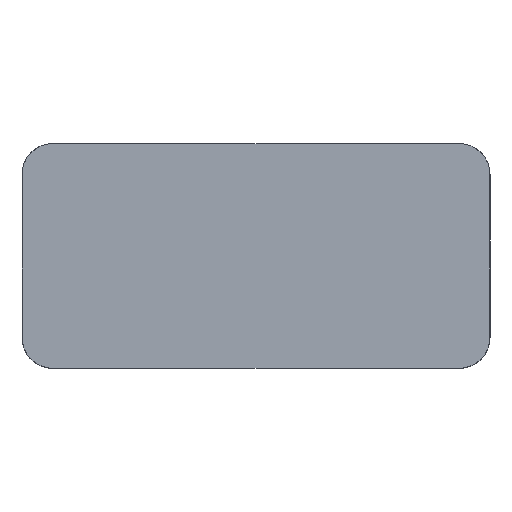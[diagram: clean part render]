
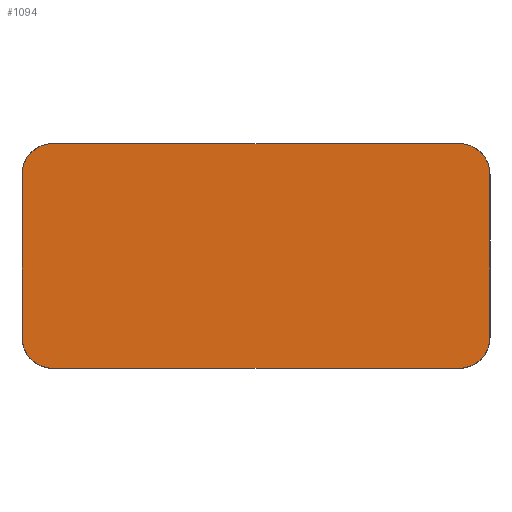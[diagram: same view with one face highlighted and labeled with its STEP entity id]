
A CAD part, top view. The second image highlights one B-rep face of the part: STEP entity #1094.
In plain terms, the highlighted planar face has unit normal (0, 0, 1).
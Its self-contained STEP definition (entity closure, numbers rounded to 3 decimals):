
#4 = FACE_OUTER_BOUND ( 'NONE', #175, .T. ) ;
#5 = VECTOR ( 'NONE', #1154, 1000. ) ;
#8 = CARTESIAN_POINT ( 'NONE',  ( 20.875, 8.375, 10. ) ) ;
#36 = DIRECTION ( 'NONE',  ( 1., 0., 0. ) ) ;
#49 = AXIS2_PLACEMENT_3D ( 'NONE', #719, #1347, #612 ) ;
#50 = CARTESIAN_POINT ( 'NONE',  ( -20.875, -11.55, 10. ) ) ;
#64 = VERTEX_POINT ( 'NONE', #822 ) ;
#84 = ORIENTED_EDGE ( 'NONE', *, *, #652, .T. ) ;
#94 = VERTEX_POINT ( 'NONE', #148 ) ;
#139 = CARTESIAN_POINT ( 'NONE',  ( -20.875, 8.375, 10. ) ) ;
#148 = CARTESIAN_POINT ( 'NONE',  ( -24.05, 8.375, 10. ) ) ;
#168 = ORIENTED_EDGE ( 'NONE', *, *, #1247, .T. ) ;
#175 = EDGE_LOOP ( 'NONE', ( #168, #519, #1178, #918, #789, #900, #84, #942 ) ) ;
#235 = CARTESIAN_POINT ( 'NONE',  ( 24.05, 8.375, 10. ) ) ;
#294 = VECTOR ( 'NONE', #485, 1000. ) ;
#322 = VERTEX_POINT ( 'NONE', #348 ) ;
#347 = PLANE ( 'NONE',  #933 ) ;
#348 = CARTESIAN_POINT ( 'NONE',  ( 20.875, 11.55, 10. ) ) ;
#373 = VERTEX_POINT ( 'NONE', #235 ) ;
#394 = AXIS2_PLACEMENT_3D ( 'NONE', #139, #770, #36 ) ;
#405 = CARTESIAN_POINT ( 'NONE',  ( -24.05, 8.375, 10. ) ) ;
#426 = VECTOR ( 'NONE', #724, 1000. ) ;
#445 = CARTESIAN_POINT ( 'NONE',  ( 20.875, -8.375, 10. ) ) ;
#452 = DIRECTION ( 'NONE',  ( 0., 0., 1. ) ) ;
#458 = VERTEX_POINT ( 'NONE', #964 ) ;
#485 = DIRECTION ( 'NONE',  ( 1., 0., 0. ) ) ;
#519 = ORIENTED_EDGE ( 'NONE', *, *, #543, .T. ) ;
#543 = EDGE_CURVE ( 'NONE', #950, #373, #842, .T. ) ;
#545 = LINE ( 'NONE', #878, #1354 ) ;
#564 = DIRECTION ( 'NONE',  ( -1., 0., 0. ) ) ;
#576 = LINE ( 'NONE', #905, #294 ) ;
#578 = CARTESIAN_POINT ( 'NONE',  ( 20.875, -8.375, 10. ) ) ;
#585 = AXIS2_PLACEMENT_3D ( 'NONE', #8, #1260, #846 ) ;
#612 = DIRECTION ( 'NONE',  ( 1., 0., 0. ) ) ;
#641 = CIRCLE ( 'NONE', #1219, 3.175 ) ;
#652 = EDGE_CURVE ( 'NONE', #64, #1244, #1031, .T. ) ;
#661 = EDGE_CURVE ( 'NONE', #94, #64, #994, .T. ) ;
#689 = DIRECTION ( 'NONE',  ( 1., 0., 0. ) ) ;
#719 = CARTESIAN_POINT ( 'NONE',  ( -20.875, -8.375, 10. ) ) ;
#724 = DIRECTION ( 'NONE',  ( 0., -1., 0. ) ) ;
#749 = CARTESIAN_POINT ( 'NONE',  ( 24.05, -8.375, 10. ) ) ;
#770 = DIRECTION ( 'NONE',  ( 0., 0., 1. ) ) ;
#789 = ORIENTED_EDGE ( 'NONE', *, *, #854, .T. ) ;
#808 = CARTESIAN_POINT ( 'NONE',  ( 20.875, -11.55, 10. ) ) ;
#822 = CARTESIAN_POINT ( 'NONE',  ( -24.05, -8.375, 10. ) ) ;
#828 = CIRCLE ( 'NONE', #394, 3.175 ) ;
#842 = LINE ( 'NONE', #1253, #5 ) ;
#846 = DIRECTION ( 'NONE',  ( 1., 0., 0. ) ) ;
#854 = EDGE_CURVE ( 'NONE', #458, #94, #828, .T. ) ;
#865 = EDGE_CURVE ( 'NONE', #322, #458, #545, .T. ) ;
#878 = CARTESIAN_POINT ( 'NONE',  ( 20.875, 11.55, 10. ) ) ;
#900 = ORIENTED_EDGE ( 'NONE', *, *, #661, .T. ) ;
#905 = CARTESIAN_POINT ( 'NONE',  ( -20.875, -11.55, 10. ) ) ;
#918 = ORIENTED_EDGE ( 'NONE', *, *, #865, .T. ) ;
#933 = AXIS2_PLACEMENT_3D ( 'NONE', #445, #452, #1185 ) ;
#942 = ORIENTED_EDGE ( 'NONE', *, *, #1286, .T. ) ;
#950 = VERTEX_POINT ( 'NONE', #749 ) ;
#964 = CARTESIAN_POINT ( 'NONE',  ( -20.875, 11.55, 10. ) ) ;
#994 = LINE ( 'NONE', #405, #426 ) ;
#1031 = CIRCLE ( 'NONE', #49, 3.175 ) ;
#1094 = ADVANCED_FACE ( 'NONE', ( #4 ), #347, .T. ) ;
#1154 = DIRECTION ( 'NONE',  ( 0., 1., 0. ) ) ;
#1178 = ORIENTED_EDGE ( 'NONE', *, *, #1180, .T. ) ;
#1180 = EDGE_CURVE ( 'NONE', #373, #322, #1264, .T. ) ;
#1185 = DIRECTION ( 'NONE',  ( 1., 0., 0. ) ) ;
#1219 = AXIS2_PLACEMENT_3D ( 'NONE', #578, #1318, #689 ) ;
#1244 = VERTEX_POINT ( 'NONE', #50 ) ;
#1247 = EDGE_CURVE ( 'NONE', #1329, #950, #641, .T. ) ;
#1253 = CARTESIAN_POINT ( 'NONE',  ( 24.05, -8.375, 10. ) ) ;
#1260 = DIRECTION ( 'NONE',  ( 0., 0., 1. ) ) ;
#1264 = CIRCLE ( 'NONE', #585, 3.175 ) ;
#1286 = EDGE_CURVE ( 'NONE', #1244, #1329, #576, .T. ) ;
#1318 = DIRECTION ( 'NONE',  ( 0., 0., 1. ) ) ;
#1329 = VERTEX_POINT ( 'NONE', #808 ) ;
#1347 = DIRECTION ( 'NONE',  ( 0., 0., 1. ) ) ;
#1354 = VECTOR ( 'NONE', #564, 1000. ) ;
